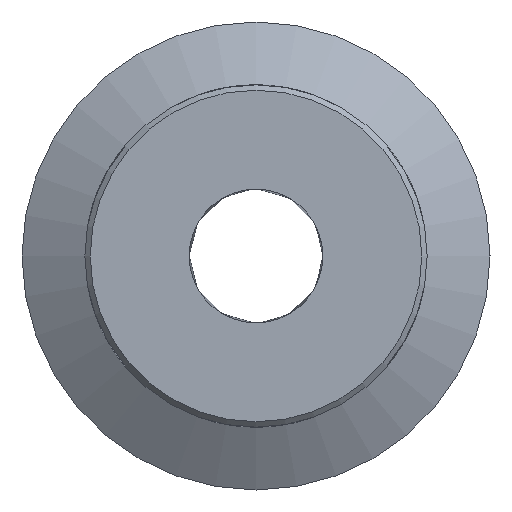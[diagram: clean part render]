
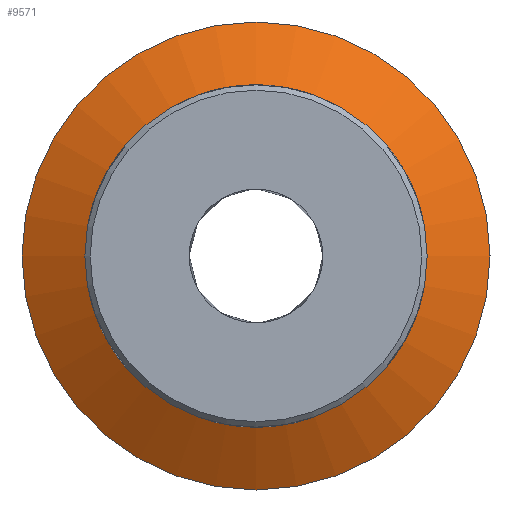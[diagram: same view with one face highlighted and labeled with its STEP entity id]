
A CAD part, left-side view. The second image highlights one B-rep face of the part: STEP entity #9571.
In plain terms, the highlighted conical face has half-angle 60 degrees and reference radius 4.81 mm.
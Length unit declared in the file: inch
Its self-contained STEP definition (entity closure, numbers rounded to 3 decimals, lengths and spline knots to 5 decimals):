
#8038=CARTESIAN_POINT('',(0.4,0.16,0.0));
#8039=VERTEX_POINT('',#8038);
#8040=CARTESIAN_POINT('',(0.4,0.,0.0));
#8041=DIRECTION('',(1.0,0.0,0.0));
#8042=DIRECTION('',(0.0,1.0,0.0));
#8043=AXIS2_PLACEMENT_3D('',#8040,#8041,#8042);
#8044=CIRCLE('',#8043,0.16);
#8045=EDGE_CURVE('',#8039,#8039,#8044,.T.);
#9552=CARTESIAN_POINT('',(0.41696,0.,0.0));
#9553=DIRECTION('',(1.0,0.0,0.0));
#9554=DIRECTION('',(0.0,1.0,0.0));
#9555=AXIS2_PLACEMENT_3D('',#9552,#9553,#9554);
#9556=CONICAL_SURFACE('',#9555,0.18938,60.);
#9557=CARTESIAN_POINT('',(0.43392,0.21875,0.0));
#9558=VERTEX_POINT('',#9557);
#9559=CARTESIAN_POINT('',(0.43392,0.,0.0));
#9560=DIRECTION('',(1.0,0.0,0.0));
#9561=DIRECTION('',(0.0,1.0,0.0));
#9562=AXIS2_PLACEMENT_3D('',#9559,#9560,#9561);
#9563=CIRCLE('',#9562,0.21875);
#9564=EDGE_CURVE('',#9558,#9558,#9563,.T.);
#9565=ORIENTED_EDGE('',*,*,#9564,.F.);
#9566=EDGE_LOOP('',(#9565));
#9567=FACE_OUTER_BOUND('',#9566,.T.);
#9568=ORIENTED_EDGE('',*,*,#8045,.T.);
#9569=EDGE_LOOP('',(#9568));
#9570=FACE_BOUND('',#9569,.T.);
#9571=ADVANCED_FACE('',(#9567,#9570),#9556,.T.);
